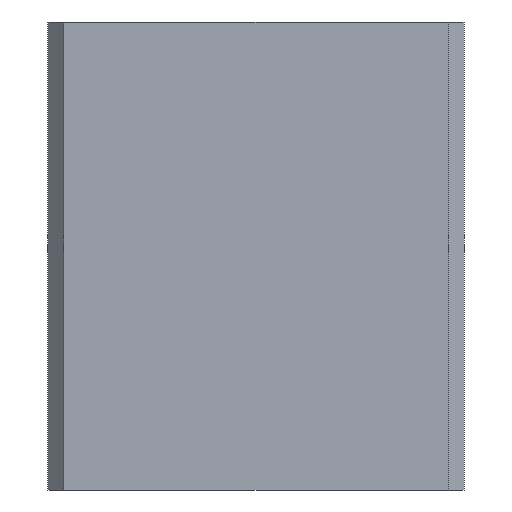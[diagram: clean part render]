
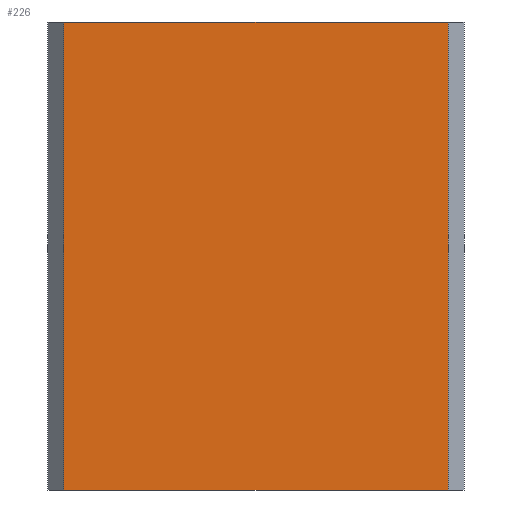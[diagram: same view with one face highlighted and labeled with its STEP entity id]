
A CAD part, front view. The second image highlights one B-rep face of the part: STEP entity #226.
In plain terms, the highlighted planar face has unit normal (0, -1, 0).
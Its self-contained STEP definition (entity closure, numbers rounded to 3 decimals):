
#5 = EDGE_CURVE ( 'NONE', #131, #339, #430, .T. ) ;
#29 = VERTEX_POINT ( 'NONE', #164 ) ;
#44 = CARTESIAN_POINT ( 'NONE',  ( 40., -80., 90. ) ) ;
#62 = ORIENTED_EDGE ( 'NONE', *, *, #364, .F. ) ;
#71 = CARTESIAN_POINT ( 'NONE',  ( -37., -80., 90. ) ) ;
#84 = ORIENTED_EDGE ( 'NONE', *, *, #154, .T. ) ;
#104 = VECTOR ( 'NONE', #410, 1000. ) ;
#108 = DIRECTION ( 'NONE',  ( 0., 0., 1. ) ) ;
#113 = LINE ( 'NONE', #299, #126 ) ;
#114 = PLANE ( 'NONE',  #357 ) ;
#126 = VECTOR ( 'NONE', #378, 1000. ) ;
#131 = VERTEX_POINT ( 'NONE', #304 ) ;
#134 = VECTOR ( 'NONE', #202, 1000. ) ;
#154 = EDGE_CURVE ( 'NONE', #339, #560, #113, .T. ) ;
#163 = EDGE_LOOP ( 'NONE', ( #251, #84, #62, #417 ) ) ;
#164 = CARTESIAN_POINT ( 'NONE',  ( -37., -80., 90. ) ) ;
#202 = DIRECTION ( 'NONE',  ( 1., 0., 0. ) ) ;
#203 = EDGE_CURVE ( 'NONE', #29, #131, #250, .T. ) ;
#205 = DIRECTION ( 'NONE',  ( 0., 1., 0. ) ) ;
#226 = ADVANCED_FACE ( 'NONE', ( #467 ), #114, .F. ) ;
#250 = LINE ( 'NONE', #71, #452 ) ;
#251 = ORIENTED_EDGE ( 'NONE', *, *, #5, .T. ) ;
#299 = CARTESIAN_POINT ( 'NONE',  ( 37., -80., 90. ) ) ;
#300 = DIRECTION ( 'NONE',  ( 0., 0., -1. ) ) ;
#304 = CARTESIAN_POINT ( 'NONE',  ( -37., -80., 0. ) ) ;
#332 = CARTESIAN_POINT ( 'NONE',  ( 40., -80., 90. ) ) ;
#339 = VERTEX_POINT ( 'NONE', #503 ) ;
#357 = AXIS2_PLACEMENT_3D ( 'NONE', #332, #205, #108 ) ;
#364 = EDGE_CURVE ( 'NONE', #29, #560, #453, .T. ) ;
#378 = DIRECTION ( 'NONE',  ( 0., 0., 1. ) ) ;
#397 = CARTESIAN_POINT ( 'NONE',  ( 37., -80., 90. ) ) ;
#410 = DIRECTION ( 'NONE',  ( 1., 0., 0. ) ) ;
#417 = ORIENTED_EDGE ( 'NONE', *, *, #203, .T. ) ;
#430 = LINE ( 'NONE', #523, #134 ) ;
#452 = VECTOR ( 'NONE', #300, 1000. ) ;
#453 = LINE ( 'NONE', #44, #104 ) ;
#467 = FACE_OUTER_BOUND ( 'NONE', #163, .T. ) ;
#503 = CARTESIAN_POINT ( 'NONE',  ( 37., -80., 0. ) ) ;
#523 = CARTESIAN_POINT ( 'NONE',  ( 40., -80., 0. ) ) ;
#560 = VERTEX_POINT ( 'NONE', #397 ) ;
